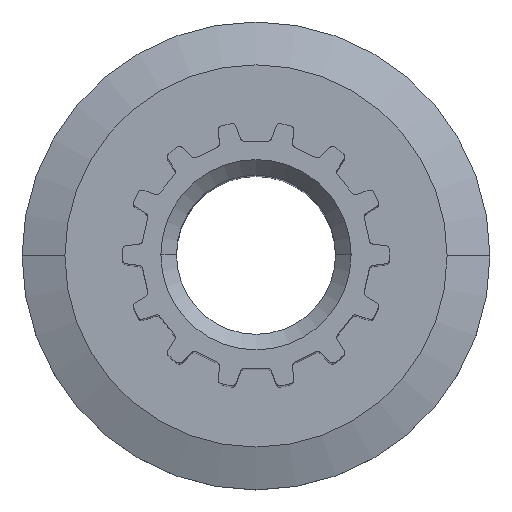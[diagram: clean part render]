
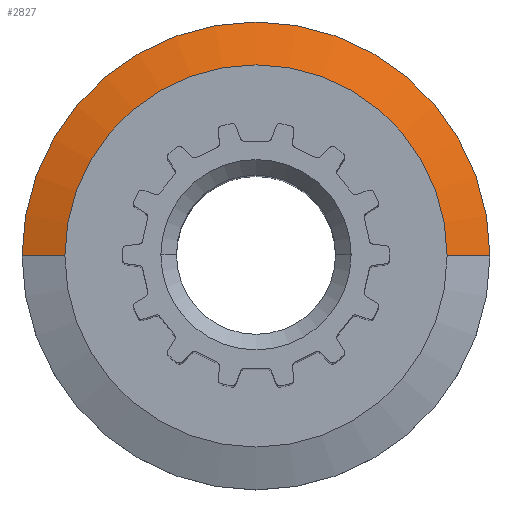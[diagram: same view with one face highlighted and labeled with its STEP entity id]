
A CAD part, top view. The second image highlights one B-rep face of the part: STEP entity #2827.
In plain terms, the highlighted conical face has half-angle 70 degrees and reference radius 7.5 mm.
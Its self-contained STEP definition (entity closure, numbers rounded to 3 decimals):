
#499 = DIRECTION ( 'NONE',  ( -0.94, 0., -0.342 ) ) ;
#504 = CARTESIAN_POINT ( 'NONE',  ( -7.5, 0., -11. ) ) ;
#505 = CARTESIAN_POINT ( 'NONE',  ( 0., 0., -11. ) ) ;
#506 = DIRECTION ( 'NONE',  ( 0., 0., 1. ) ) ;
#507 = DIRECTION ( 'NONE',  ( 1., 0., 0. ) ) ;
#508 = CARTESIAN_POINT ( 'NONE',  ( 7.5, 0., -11. ) ) ;
#509 = DIRECTION ( 'NONE',  ( 0.94, 0., -0.342 ) ) ;
#510 = CARTESIAN_POINT ( 'NONE',  ( 0., 0., -10.5 ) ) ;
#511 = DIRECTION ( 'NONE',  ( 0., 0., 1. ) ) ;
#512 = DIRECTION ( 'NONE',  ( 1., 0., 0. ) ) ;
#1034 = DIRECTION ( 'NONE',  ( 0., 0., -1. ) ) ;
#1037 = CARTESIAN_POINT ( 'NONE',  ( 0., 0., -11. ) ) ;
#1038 = DIRECTION ( 'NONE',  ( -1., 0., 0. ) ) ;
#1466 = AXIS2_PLACEMENT_3D ( 'NONE', #1037, #1034, #1038 ) ;
#2341 = ORIENTED_EDGE ( 'NONE', *, *, #3966, .T. ) ;
#2343 = ORIENTED_EDGE ( 'NONE', *, *, #3967, .F. ) ;
#2424 = ORIENTED_EDGE ( 'NONE', *, *, #3968, .T. ) ;
#2428 = ORIENTED_EDGE ( 'NONE', *, *, #3969, .F. ) ;
#2508 = VECTOR ( 'NONE', #509, 1000. ) ;
#2509 = CIRCLE ( 'NONE', #3393, 6.126 ) ;
#2510 = VECTOR ( 'NONE', #499, 1000. ) ;
#2511 = LINE ( 'NONE', #508, #2508 ) ;
#2512 = CIRCLE ( 'NONE', #3392, 7.5 ) ;
#2516 = LINE ( 'NONE', #504, #2510 ) ;
#2673 = CONICAL_SURFACE ( 'NONE', #1466, 7.5, 1.222 ) ;
#2678 = FACE_OUTER_BOUND ( 'NONE', #3988, .T. ) ;
#2827 = ADVANCED_FACE ( 'NONE', ( #2678 ), #2673, .T. ) ;
#3093 = VERTEX_POINT ( 'NONE', #3321 ) ;
#3125 = VERTEX_POINT ( 'NONE', #3345 ) ;
#3133 = VERTEX_POINT ( 'NONE', #3335 ) ;
#3164 = VERTEX_POINT ( 'NONE', #3294 ) ;
#3294 = CARTESIAN_POINT ( 'NONE',  ( -7.5, 0., -11. ) ) ;
#3321 = CARTESIAN_POINT ( 'NONE',  ( -6.126, 0., -10.5 ) ) ;
#3335 = CARTESIAN_POINT ( 'NONE',  ( 7.5, 0., -11. ) ) ;
#3345 = CARTESIAN_POINT ( 'NONE',  ( 6.126, 0., -10.5 ) ) ;
#3392 = AXIS2_PLACEMENT_3D ( 'NONE', #505, #506, #507 ) ;
#3393 = AXIS2_PLACEMENT_3D ( 'NONE', #510, #511, #512 ) ;
#3966 = EDGE_CURVE ( 'NONE', #3133, #3164, #2512, .T. ) ;
#3967 = EDGE_CURVE ( 'NONE', #3093, #3164, #2516, .T. ) ;
#3968 = EDGE_CURVE ( 'NONE', #3125, #3133, #2511, .T. ) ;
#3969 = EDGE_CURVE ( 'NONE', #3125, #3093, #2509, .T. ) ;
#3988 = EDGE_LOOP ( 'NONE', ( #2428, #2424, #2341, #2343 ) ) ;
